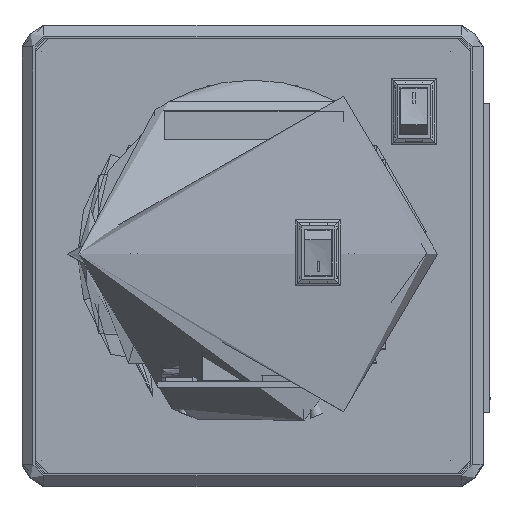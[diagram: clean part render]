
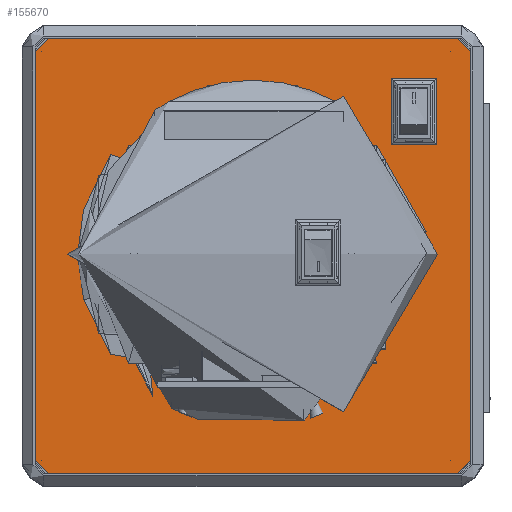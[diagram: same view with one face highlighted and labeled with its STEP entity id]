
A CAD part, top view. The second image highlights one B-rep face of the part: STEP entity #155670.
In plain terms, the highlighted free-form (B-spline) face has degree [1, 1] with [2, 2] control points.
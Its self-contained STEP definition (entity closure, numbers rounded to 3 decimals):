
#154276 = VERTEX_POINT('',#154277);
#154277 = CARTESIAN_POINT('',(-51.79,0.,0.));
#154282 = EDGE_CURVE('',#154276,#154276,#154283,.T.);
#154283 = ( BOUNDED_CURVE() B_SPLINE_CURVE(2,(#154284,#154285,#154286,
    #154287,#154288,#154289,#154290),.UNSPECIFIED.,.T.,.F.) 
B_SPLINE_CURVE_WITH_KNOTS((3,2,2,3),(3.142,5.236,
7.33,9.425),.PIECEWISE_BEZIER_KNOTS.) CURVE() 
GEOMETRIC_REPRESENTATION_ITEM() RATIONAL_B_SPLINE_CURVE((1.,0.5,1.,0.5,
1.,0.5,1.)) REPRESENTATION_ITEM('') );
#154284 = CARTESIAN_POINT('',(-51.79,0.,0.));
#154285 = CARTESIAN_POINT('',(-51.79,89.704,0.));
#154286 = CARTESIAN_POINT('',(25.895,44.852,0.));
#154287 = CARTESIAN_POINT('',(103.581,0.,0.));
#154288 = CARTESIAN_POINT('',(25.895,-44.852,0.));
#154289 = CARTESIAN_POINT('',(-51.79,-89.704,0.));
#154290 = CARTESIAN_POINT('',(-51.79,0.,0.));
#154890 = EDGE_CURVE('',#154891,#154893,#154895,.T.);
#154891 = VERTEX_POINT('',#154892);
#154892 = CARTESIAN_POINT('',(54.359,33.976,0.));
#154893 = VERTEX_POINT('',#154894);
#154894 = CARTESIAN_POINT('',(42.043,33.976,0.));
#154895 = B_SPLINE_CURVE_WITH_KNOTS('',1,(#154896,#154897),
  .UNSPECIFIED.,.F.,.F.,(2,2),(-25.633,-16.163),
  .PIECEWISE_BEZIER_KNOTS.);
#154896 = CARTESIAN_POINT('',(54.359,33.976,0.));
#154897 = CARTESIAN_POINT('',(42.043,33.976,0.));
#154926 = EDGE_CURVE('',#154893,#154927,#154929,.T.);
#154927 = VERTEX_POINT('',#154928);
#154928 = CARTESIAN_POINT('',(42.043,52.352,0.));
#154929 = B_SPLINE_CURVE_WITH_KNOTS('',1,(#154930,#154931),
  .UNSPECIFIED.,.F.,.F.,(2,2),(5.997,20.126),
  .PIECEWISE_BEZIER_KNOTS.);
#154930 = CARTESIAN_POINT('',(42.043,33.976,0.));
#154931 = CARTESIAN_POINT('',(42.043,52.352,0.));
#154954 = EDGE_CURVE('',#154927,#154955,#154957,.T.);
#154955 = VERTEX_POINT('',#154956);
#154956 = CARTESIAN_POINT('',(54.359,52.352,0.));
#154957 = B_SPLINE_CURVE_WITH_KNOTS('',1,(#154958,#154959),
  .UNSPECIFIED.,.F.,.F.,(2,2),(11.428,20.898),
  .PIECEWISE_BEZIER_KNOTS.);
#154958 = CARTESIAN_POINT('',(42.043,52.352,0.));
#154959 = CARTESIAN_POINT('',(54.359,52.352,0.));
#154982 = EDGE_CURVE('',#154955,#154891,#154983,.T.);
#154983 = B_SPLINE_CURVE_WITH_KNOTS('',1,(#154984,#154985),
  .UNSPECIFIED.,.F.,.F.,(2,2),(-27.19,-13.061),
  .PIECEWISE_BEZIER_KNOTS.);
#154984 = CARTESIAN_POINT('',(54.359,52.352,0.));
#154985 = CARTESIAN_POINT('',(54.359,33.976,0.));
#155200 = VERTEX_POINT('',#155201);
#155201 = CARTESIAN_POINT('',(65.031,-61.129,0.));
#155207 = VERTEX_POINT('',#155208);
#155208 = CARTESIAN_POINT('',(61.129,-65.031,0.));
#155243 = VERTEX_POINT('',#155244);
#155244 = CARTESIAN_POINT('',(65.031,61.129,0.));
#155249 = EDGE_CURVE('',#155243,#155200,#155250,.T.);
#155250 = B_SPLINE_CURVE_WITH_KNOTS('',1,(#155251,#155252),
  .UNSPECIFIED.,.F.,.F.,(2,2),(3.,97.),
  .PIECEWISE_BEZIER_KNOTS.);
#155251 = CARTESIAN_POINT('',(65.031,61.129,0.));
#155252 = CARTESIAN_POINT('',(65.031,-61.129,0.));
#155305 = VERTEX_POINT('',#155306);
#155306 = CARTESIAN_POINT('',(-65.031,-61.129,0.));
#155311 = EDGE_CURVE('',#155305,#155312,#155314,.T.);
#155312 = VERTEX_POINT('',#155313);
#155313 = CARTESIAN_POINT('',(-65.031,61.129,0.));
#155314 = B_SPLINE_CURVE_WITH_KNOTS('',1,(#155315,#155316),
  .UNSPECIFIED.,.F.,.F.,(2,2),(3.,97.),
  .PIECEWISE_BEZIER_KNOTS.);
#155315 = CARTESIAN_POINT('',(-65.031,-61.129,0.));
#155316 = CARTESIAN_POINT('',(-65.031,61.129,0.));
#155347 = VERTEX_POINT('',#155348);
#155348 = CARTESIAN_POINT('',(-61.129,-65.031,0.));
#155402 = VERTEX_POINT('',#155403);
#155403 = CARTESIAN_POINT('',(-61.129,65.031,0.));
#155408 = EDGE_CURVE('',#155402,#155409,#155411,.T.);
#155409 = VERTEX_POINT('',#155410);
#155410 = CARTESIAN_POINT('',(61.129,65.031,0.));
#155411 = B_SPLINE_CURVE_WITH_KNOTS('',1,(#155412,#155413),
  .UNSPECIFIED.,.F.,.F.,(2,2),(3.,97.),
  .PIECEWISE_BEZIER_KNOTS.);
#155412 = CARTESIAN_POINT('',(-61.129,65.031,0.));
#155413 = CARTESIAN_POINT('',(61.129,65.031,0.));
#155500 = EDGE_CURVE('',#155305,#155347,#155501,.T.);
#155501 = ( BOUNDED_CURVE() B_SPLINE_CURVE(2,(#155502,#155503,#155504,
#155505,#155506),.UNSPECIFIED.,.F.,.F.) B_SPLINE_CURVE_WITH_KNOTS((3,2,3
    ),(3.142,5.498,7.854),
.PIECEWISE_BEZIER_KNOTS.) CURVE() GEOMETRIC_REPRESENTATION_ITEM() 
RATIONAL_B_SPLINE_CURVE((1.,0.383,1.,0.383,1.)) 
REPRESENTATION_ITEM('') );
#155502 = CARTESIAN_POINT('',(-65.031,-61.129,0.));
#155503 = CARTESIAN_POINT('',(-65.031,-51.709,0.));
#155504 = CARTESIAN_POINT('',(-58.37,-58.37,0.));
#155505 = CARTESIAN_POINT('',(-51.709,-65.031,0.));
#155506 = CARTESIAN_POINT('',(-61.129,-65.031,0.));
#155587 = EDGE_CURVE('',#155207,#155200,#155588,.T.);
#155588 = ( BOUNDED_CURVE() B_SPLINE_CURVE(2,(#155589,#155590,#155591,
#155592,#155593),.UNSPECIFIED.,.F.,.F.) B_SPLINE_CURVE_WITH_KNOTS((3,2,3
    ),(1.571,3.927,6.283),
.PIECEWISE_BEZIER_KNOTS.) CURVE() GEOMETRIC_REPRESENTATION_ITEM() 
RATIONAL_B_SPLINE_CURVE((1.,0.383,1.,0.383,1.)) 
REPRESENTATION_ITEM('') );
#155589 = CARTESIAN_POINT('',(61.129,-65.031,0.));
#155590 = CARTESIAN_POINT('',(51.709,-65.031,0.));
#155591 = CARTESIAN_POINT('',(58.37,-58.37,0.));
#155592 = CARTESIAN_POINT('',(65.031,-51.709,0.));
#155593 = CARTESIAN_POINT('',(65.031,-61.129,0.));
#155670 = ADVANCED_FACE('',(#155671,#155699,#155705),#155708,.T.);
#155671 = FACE_BOUND('',#155672,.T.);
#155672 = EDGE_LOOP('',(#155673,#155674,#155679,#155680,#155681,#155689,
    #155690,#155698));
#155673 = ORIENTED_EDGE('',*,*,#155500,.T.);
#155674 = ORIENTED_EDGE('',*,*,#155675,.F.);
#155675 = EDGE_CURVE('',#155207,#155347,#155676,.T.);
#155676 = B_SPLINE_CURVE_WITH_KNOTS('',1,(#155677,#155678),
  .UNSPECIFIED.,.F.,.F.,(2,2),(3.,97.),
  .PIECEWISE_BEZIER_KNOTS.);
#155677 = CARTESIAN_POINT('',(61.129,-65.031,0.));
#155678 = CARTESIAN_POINT('',(-61.129,-65.031,0.));
#155679 = ORIENTED_EDGE('',*,*,#155587,.T.);
#155680 = ORIENTED_EDGE('',*,*,#155249,.F.);
#155681 = ORIENTED_EDGE('',*,*,#155682,.T.);
#155682 = EDGE_CURVE('',#155243,#155409,#155683,.T.);
#155683 = ( BOUNDED_CURVE() B_SPLINE_CURVE(2,(#155684,#155685,#155686,
#155687,#155688),.UNSPECIFIED.,.F.,.F.) B_SPLINE_CURVE_WITH_KNOTS((3,2,3
),(0.,2.356,4.712),.PIECEWISE_BEZIER_KNOTS.) CURVE() 
GEOMETRIC_REPRESENTATION_ITEM() RATIONAL_B_SPLINE_CURVE((1.,
0.383,1.,0.383,1.)) REPRESENTATION_ITEM('') );
#155684 = CARTESIAN_POINT('',(65.031,61.129,0.));
#155685 = CARTESIAN_POINT('',(65.031,51.709,0.));
#155686 = CARTESIAN_POINT('',(58.37,58.37,0.));
#155687 = CARTESIAN_POINT('',(51.709,65.031,0.));
#155688 = CARTESIAN_POINT('',(61.129,65.031,0.));
#155689 = ORIENTED_EDGE('',*,*,#155408,.F.);
#155690 = ORIENTED_EDGE('',*,*,#155691,.T.);
#155691 = EDGE_CURVE('',#155402,#155312,#155692,.T.);
#155692 = ( BOUNDED_CURVE() B_SPLINE_CURVE(2,(#155693,#155694,#155695,
#155696,#155697),.UNSPECIFIED.,.F.,.F.) B_SPLINE_CURVE_WITH_KNOTS((3,2,3
    ),(4.712,7.069,9.425),
.PIECEWISE_BEZIER_KNOTS.) CURVE() GEOMETRIC_REPRESENTATION_ITEM() 
RATIONAL_B_SPLINE_CURVE((1.,0.383,1.,0.383,1.)) 
REPRESENTATION_ITEM('') );
#155693 = CARTESIAN_POINT('',(-61.129,65.031,0.));
#155694 = CARTESIAN_POINT('',(-51.709,65.031,0.));
#155695 = CARTESIAN_POINT('',(-58.37,58.37,0.));
#155696 = CARTESIAN_POINT('',(-65.031,51.709,0.));
#155697 = CARTESIAN_POINT('',(-65.031,61.129,0.));
#155698 = ORIENTED_EDGE('',*,*,#155311,.F.);
#155699 = FACE_BOUND('',#155700,.T.);
#155700 = EDGE_LOOP('',(#155701,#155702,#155703,#155704));
#155701 = ORIENTED_EDGE('',*,*,#154954,.T.);
#155702 = ORIENTED_EDGE('',*,*,#154982,.T.);
#155703 = ORIENTED_EDGE('',*,*,#154890,.T.);
#155704 = ORIENTED_EDGE('',*,*,#154926,.T.);
#155705 = FACE_BOUND('',#155706,.T.);
#155706 = EDGE_LOOP('',(#155707));
#155707 = ORIENTED_EDGE('',*,*,#154282,.T.);
#155708 = B_SPLINE_SURFACE_WITH_KNOTS('',1,1,(
    (#155709,#155710)
    ,(#155711,#155712
    )),.UNSPECIFIED.,.F.,.F.,.F.,(2,2),(2,2),(-50.,
    50.),(-50.,50.),
  .PIECEWISE_BEZIER_KNOTS.);
#155709 = CARTESIAN_POINT('',(-65.031,-65.031,0.));
#155710 = CARTESIAN_POINT('',(-65.031,65.031,0.));
#155711 = CARTESIAN_POINT('',(65.031,-65.031,0.));
#155712 = CARTESIAN_POINT('',(65.031,65.031,0.));
